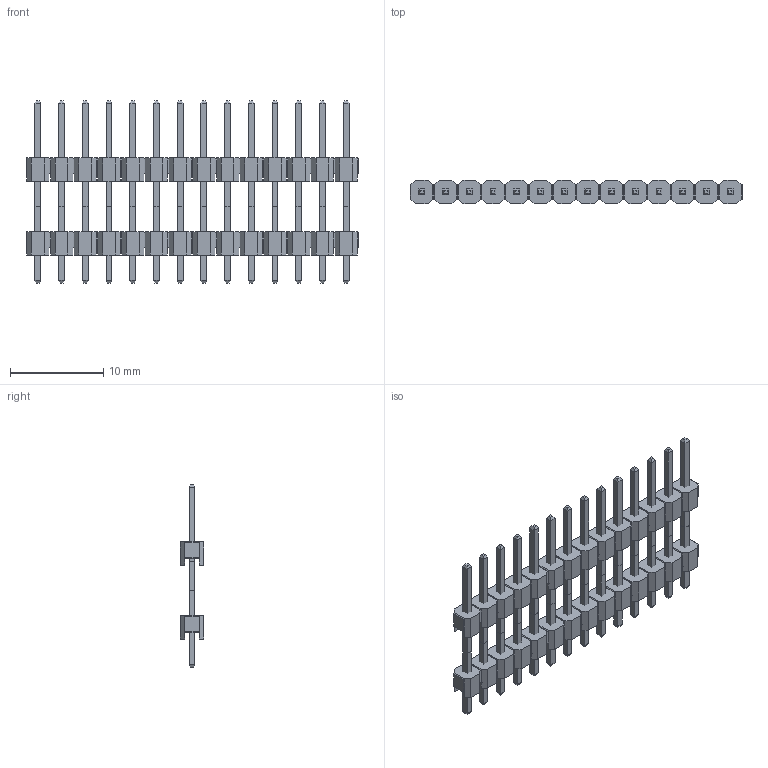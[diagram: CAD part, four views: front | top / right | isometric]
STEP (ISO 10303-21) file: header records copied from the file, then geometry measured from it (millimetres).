
FILE_DESCRIPTION(('STEP AP242'), '1');
FILE_NAME('PLH-14', '', ('UNSPECIFIED'), ('UNSPECIFIED'), 'C3D Converter', 'C3D Toolkit', '');
FILE_SCHEMA(('AP242_MANAGED_MODEL_BASED_3D_ENGINEERING_MIM_LF { 1 0 10303 442 1 1 4 }'));
Length unit declared in the file: millimetre
Assembly tree (12 placements, depth 3):
  (unnamed)
    (unnamed)  x4
      (unnamed)
      (unnamed)
Bounding box: 35.56 x 2.54 x 19.5 mm (x, y, z)
Volume: 457.9 mm3; surface area: 1680.9 mm2
Topology: 32 solids, 32 shells, 912 faces, 1984 edges, 1136 vertices
Faces by surface type: plane 912
Entity records: 5406 total; most frequent: CARTESIAN_POINT 673, ORIENTED_EDGE 656, DIRECTION 642, EDGE_CURVE 328, LINE 328, VECTOR 328, VERTEX_POINT 188, AXIS2_PLACEMENT_3D 157
